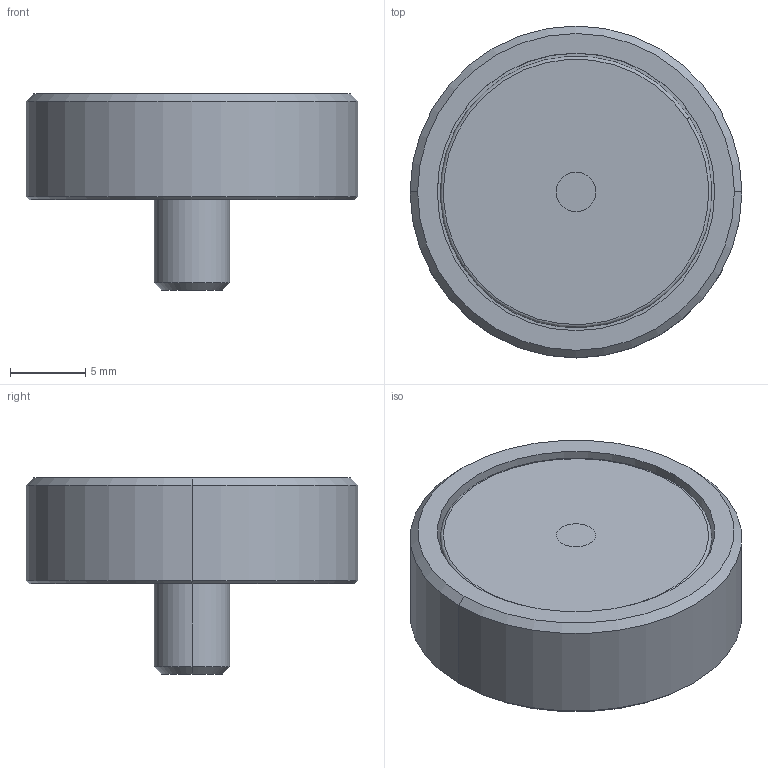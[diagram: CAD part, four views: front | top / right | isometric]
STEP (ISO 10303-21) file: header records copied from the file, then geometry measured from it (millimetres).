
FILE_DESCRIPTION (( 'STEP AP214' ), '1' );
FILE_NAME ('M615.STEP', '2021-12-30T13:19:18', ( '' ), ( '' ), 'SwSTEP 2.0', 'SolidWorks 2021', '' );
FILE_SCHEMA (( 'AUTOMOTIVE_DESIGN' ));
Length unit declared in the file: millimetre
Products named in the file (3): M615; Corpo_0-18; MNDIAM018005xSM
Assembly tree (2 placements, depth 2):
  M615
    Corpo_0-18
    MNDIAM018005xSM
Bounding box: 22 x 22 x 13 mm (x, y, z)
Volume: 2629.1 mm3; surface area: 2393 mm2
Topology: 2 solids, 2 shells, 25 faces, 46 edges, 28 vertices
Faces by surface type: cylinder 8, plane 7, cone 6, torus 4
Entity records: 749 total; most frequent: DIRECTION 138, CARTESIAN_POINT 104, ORIENTED_EDGE 92, AXIS2_PLACEMENT_3D 62, EDGE_CURVE 46, CIRCLE 32, VERTEX_POINT 28, EDGE_LOOP 28
